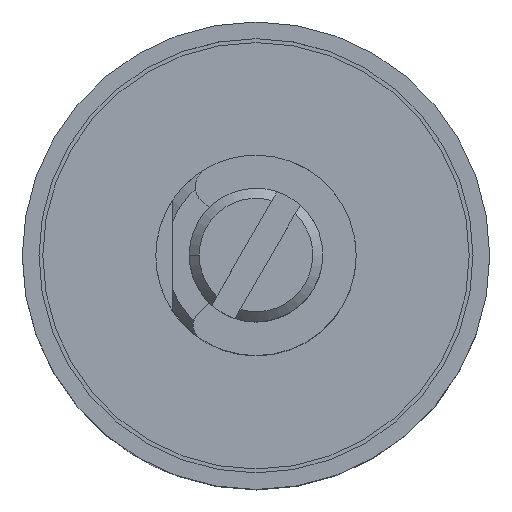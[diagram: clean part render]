
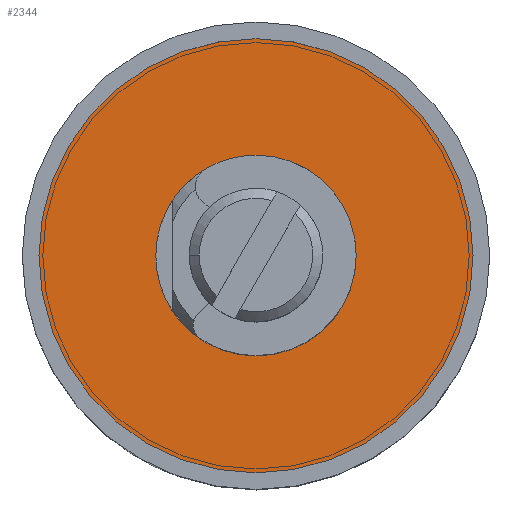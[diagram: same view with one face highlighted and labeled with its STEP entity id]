
A CAD part, top view. The second image highlights one B-rep face of the part: STEP entity #2344.
In plain terms, the highlighted planar face has unit normal (0, 0, 1).
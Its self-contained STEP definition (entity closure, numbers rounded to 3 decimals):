
#810 = CARTESIAN_POINT ( 'NONE',  ( 6.5, 0., 0.5 ) ) ;
#978 = DIRECTION ( 'NONE',  ( 0., 0., -1. ) ) ;
#1100 = EDGE_LOOP ( 'NONE', ( #11113, #4573 ) ) ;
#1318 = DIRECTION ( 'NONE',  ( 1., 0., 0. ) ) ;
#1459 = DIRECTION ( 'NONE',  ( 1., 0., 0. ) ) ;
#1482 = VERTEX_POINT ( 'NONE', #7424 ) ;
#1711 = AXIS2_PLACEMENT_3D ( 'NONE', #9523, #8625, #1318 ) ;
#2195 = PLANE ( 'NONE',  #1711 ) ;
#2344 = ADVANCED_FACE ( 'NONE', ( #8885, #5820 ), #2195, .T. ) ;
#2870 = DIRECTION ( 'NONE',  ( -1., 0., 0. ) ) ;
#3850 = CARTESIAN_POINT ( 'NONE',  ( 0., 0., 0.5 ) ) ;
#3891 = ORIENTED_EDGE ( 'NONE', *, *, #11052, .T. ) ;
#3958 = AXIS2_PLACEMENT_3D ( 'NONE', #9222, #978, #2870 ) ;
#4558 = DIRECTION ( 'NONE',  ( -1., 0., 0. ) ) ;
#4573 = ORIENTED_EDGE ( 'NONE', *, *, #6643, .T. ) ;
#4656 = AXIS2_PLACEMENT_3D ( 'NONE', #3850, #8417, #4820 ) ;
#4820 = DIRECTION ( 'NONE',  ( 1., 0., 0. ) ) ;
#5222 = CIRCLE ( 'NONE', #9941, 3. ) ;
#5820 = FACE_OUTER_BOUND ( 'NONE', #1100, .T. ) ;
#6035 = ORIENTED_EDGE ( 'NONE', *, *, #7346, .T. ) ;
#6332 = AXIS2_PLACEMENT_3D ( 'NONE', #10501, #7983, #1459 ) ;
#6643 = EDGE_CURVE ( 'NONE', #10919, #11088, #10590, .T. ) ;
#6753 = CIRCLE ( 'NONE', #3958, 3. ) ;
#7164 = VERTEX_POINT ( 'NONE', #9027 ) ;
#7287 = EDGE_LOOP ( 'NONE', ( #6035, #3891 ) ) ;
#7346 = EDGE_CURVE ( 'NONE', #1482, #7164, #6753, .T. ) ;
#7424 = CARTESIAN_POINT ( 'NONE',  ( -3., 0., 0.5 ) ) ;
#7983 = DIRECTION ( 'NONE',  ( 0., 0., 1. ) ) ;
#8101 = CARTESIAN_POINT ( 'NONE',  ( -6.5, 0., 0.5 ) ) ;
#8417 = DIRECTION ( 'NONE',  ( 0., 0., 1. ) ) ;
#8614 = CIRCLE ( 'NONE', #6332, 6.5 ) ;
#8625 = DIRECTION ( 'NONE',  ( 0., 0., 1. ) ) ;
#8885 = FACE_BOUND ( 'NONE', #7287, .T. ) ;
#9027 = CARTESIAN_POINT ( 'NONE',  ( 3., 0., 0.5 ) ) ;
#9098 = EDGE_CURVE ( 'NONE', #11088, #10919, #8614, .T. ) ;
#9222 = CARTESIAN_POINT ( 'NONE',  ( 0., 0., 0.5 ) ) ;
#9523 = CARTESIAN_POINT ( 'NONE',  ( 3., 0., 0.5 ) ) ;
#9941 = AXIS2_PLACEMENT_3D ( 'NONE', #11973, #10195, #4558 ) ;
#10195 = DIRECTION ( 'NONE',  ( 0., 0., -1. ) ) ;
#10501 = CARTESIAN_POINT ( 'NONE',  ( 0., 0., 0.5 ) ) ;
#10590 = CIRCLE ( 'NONE', #4656, 6.5 ) ;
#10919 = VERTEX_POINT ( 'NONE', #8101 ) ;
#11052 = EDGE_CURVE ( 'NONE', #7164, #1482, #5222, .T. ) ;
#11088 = VERTEX_POINT ( 'NONE', #810 ) ;
#11113 = ORIENTED_EDGE ( 'NONE', *, *, #9098, .T. ) ;
#11973 = CARTESIAN_POINT ( 'NONE',  ( 0., 0., 0.5 ) ) ;
